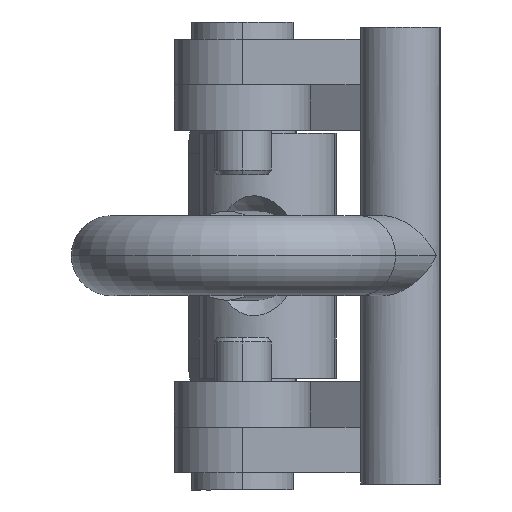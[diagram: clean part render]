
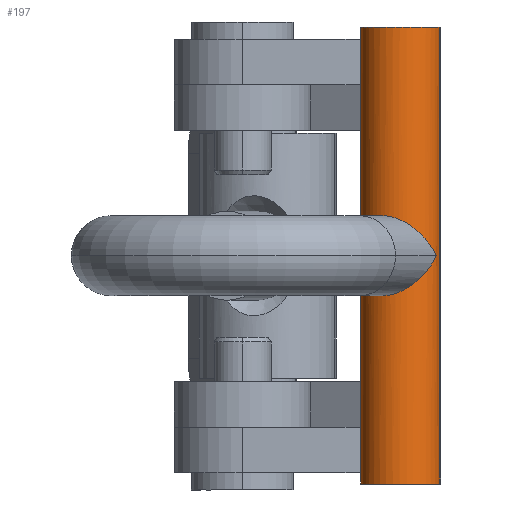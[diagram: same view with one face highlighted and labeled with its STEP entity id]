
A CAD part, left-side view. The second image highlights one B-rep face of the part: STEP entity #197.
In plain terms, the highlighted cylindrical face has radius 3.5 mm (diameter 7 mm), a partial arc.
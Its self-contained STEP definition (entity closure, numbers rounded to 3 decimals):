
#2 = DIRECTION ( 'NONE',  ( 1., 0., 0. ) ) ;
#69 = EDGE_CURVE ( 'NONE', #289, #1181, #3408, .T. ) ;
#115 = CARTESIAN_POINT ( 'NONE',  ( -28.059, 85.155, 0. ) ) ;
#121 = CARTESIAN_POINT ( 'NONE',  ( -26.635, 90.471, -5.503 ) ) ;
#139 = CARTESIAN_POINT ( 'NONE',  ( -26.635, 90.471, 5.503 ) ) ;
#147 = CARTESIAN_POINT ( 'NONE',  ( -28.179, 84.249, -20. ) ) ;
#197 = ADVANCED_FACE ( 'NONE', ( #2508 ), #2266, .T. ) ;
#289 = VERTEX_POINT ( 'NONE', #3208 ) ;
#473 = DIRECTION ( 'NONE',  ( 0., 0., 1. ) ) ;
#672 = EDGE_CURVE ( 'NONE', #289, #4069, #3416, .T. ) ;
#687 = DIRECTION ( 'NONE',  ( 0., 0., 1. ) ) ;
#732 = CARTESIAN_POINT ( 'NONE',  ( -28.059, 85.155, 0. ) ) ;
#753 = CARTESIAN_POINT ( 'NONE',  ( -21.179, 84.249, -0.906 ) ) ;
#850 = CIRCLE ( 'NONE', #3273, 3.5 ) ;
#913 = CARTESIAN_POINT ( 'NONE',  ( -24.679, 84.249, -20. ) ) ;
#930 = DIRECTION ( 'NONE',  ( 0., 0., 1. ) ) ;
#940 = EDGE_LOOP ( 'NONE', ( #3644, #3950, #3992, #1019, #4152, #3569, #1467 ) ) ;
#1019 = ORIENTED_EDGE ( 'NONE', *, *, #2907, .F. ) ;
#1032 = EDGE_CURVE ( 'NONE', #2332, #1181, #1348, .T. ) ;
#1066 = AXIS2_PLACEMENT_3D ( 'NONE', #1605, #2223, #2 ) ;
#1136 = CARTESIAN_POINT ( 'NONE',  ( -21.179, 84.249, -0.906 ) ) ;
#1146 =( BOUNDED_CURVE ( )  B_SPLINE_CURVE ( 3, ( #2779, #3293, #139, #732 ),
 .UNSPECIFIED., .F., .T. ) 
 B_SPLINE_CURVE_WITH_KNOTS ( ( 4, 4 ),
 ( 1.833, 4.712 ),
 .UNSPECIFIED. ) 
 CURVE ( )  GEOMETRIC_REPRESENTATION_ITEM ( )  RATIONAL_B_SPLINE_CURVE ( ( 1., 0.42, 0.42, 1. ) ) 
 REPRESENTATION_ITEM ( '' )  );
#1181 = VERTEX_POINT ( 'NONE', #753 ) ;
#1322 = LINE ( 'NONE', #147, #2082 ) ;
#1348 =( BOUNDED_CURVE ( )  B_SPLINE_CURVE ( 3, ( #4102, #121, #1962, #1136 ),
 .UNSPECIFIED., .F., .F. ) 
 B_SPLINE_CURVE_WITH_KNOTS ( ( 4, 4 ),
 ( 1.571, 4.451 ),
 .UNSPECIFIED. ) 
 CURVE ( )  GEOMETRIC_REPRESENTATION_ITEM ( )  RATIONAL_B_SPLINE_CURVE ( ( 1., 0.42, 0.42, 1. ) ) 
 REPRESENTATION_ITEM ( '' )  );
#1467 = ORIENTED_EDGE ( 'NONE', *, *, #69, .F. ) ;
#1605 = CARTESIAN_POINT ( 'NONE',  ( -24.679, 84.249, -20. ) ) ;
#1724 = VERTEX_POINT ( 'NONE', #3409 ) ;
#1877 = DIRECTION ( 'NONE',  ( 0., 0., 1. ) ) ;
#1962 = CARTESIAN_POINT ( 'NONE',  ( -21.179, 89.752, -6.222 ) ) ;
#1964 = CARTESIAN_POINT ( 'NONE',  ( -21.179, 84.249, -20. ) ) ;
#1999 = CARTESIAN_POINT ( 'NONE',  ( -21.179, 84.249, -20. ) ) ;
#2082 = VECTOR ( 'NONE', #473, 1000. ) ;
#2174 = EDGE_CURVE ( 'NONE', #3939, #2332, #1146, .T. ) ;
#2207 = DIRECTION ( 'NONE',  ( 1., 0., 0. ) ) ;
#2223 = DIRECTION ( 'NONE',  ( 0., 0., 1. ) ) ;
#2266 = CYLINDRICAL_SURFACE ( 'NONE', #2301, 3.5 ) ;
#2301 = AXIS2_PLACEMENT_3D ( 'NONE', #913, #1877, #2207 ) ;
#2332 = VERTEX_POINT ( 'NONE', #115 ) ;
#2508 = FACE_OUTER_BOUND ( 'NONE', #940, .T. ) ;
#2625 = VERTEX_POINT ( 'NONE', #3983 ) ;
#2779 = CARTESIAN_POINT ( 'NONE',  ( -21.179, 84.249, 0.906 ) ) ;
#2864 = CARTESIAN_POINT ( 'NONE',  ( -24.679, 84.249, 20. ) ) ;
#2907 = EDGE_CURVE ( 'NONE', #3939, #2625, #4105, .T. ) ;
#3195 = DIRECTION ( 'NONE',  ( 1., 0., 0. ) ) ;
#3208 = CARTESIAN_POINT ( 'NONE',  ( -21.179, 84.249, -20. ) ) ;
#3262 = VECTOR ( 'NONE', #3895, 1000. ) ;
#3273 = AXIS2_PLACEMENT_3D ( 'NONE', #2864, #930, #3195 ) ;
#3293 = CARTESIAN_POINT ( 'NONE',  ( -21.179, 89.752, 6.222 ) ) ;
#3408 = LINE ( 'NONE', #1999, #3714 ) ;
#3409 = CARTESIAN_POINT ( 'NONE',  ( -28.179, 84.249, 20. ) ) ;
#3416 = CIRCLE ( 'NONE', #1066, 3.5 ) ;
#3422 = EDGE_CURVE ( 'NONE', #2625, #1724, #850, .T. ) ;
#3569 = ORIENTED_EDGE ( 'NONE', *, *, #1032, .T. ) ;
#3604 = CARTESIAN_POINT ( 'NONE',  ( -21.179, 84.249, 0.906 ) ) ;
#3644 = ORIENTED_EDGE ( 'NONE', *, *, #672, .T. ) ;
#3668 = CARTESIAN_POINT ( 'NONE',  ( -28.179, 84.249, -20. ) ) ;
#3714 = VECTOR ( 'NONE', #687, 1000. ) ;
#3895 = DIRECTION ( 'NONE',  ( 0., 0., 1. ) ) ;
#3939 = VERTEX_POINT ( 'NONE', #3604 ) ;
#3950 = ORIENTED_EDGE ( 'NONE', *, *, #4137, .T. ) ;
#3983 = CARTESIAN_POINT ( 'NONE',  ( -21.179, 84.249, 20. ) ) ;
#3992 = ORIENTED_EDGE ( 'NONE', *, *, #3422, .F. ) ;
#4069 = VERTEX_POINT ( 'NONE', #3668 ) ;
#4102 = CARTESIAN_POINT ( 'NONE',  ( -28.059, 85.155, 0. ) ) ;
#4105 = LINE ( 'NONE', #1964, #3262 ) ;
#4137 = EDGE_CURVE ( 'NONE', #4069, #1724, #1322, .T. ) ;
#4152 = ORIENTED_EDGE ( 'NONE', *, *, #2174, .T. ) ;
